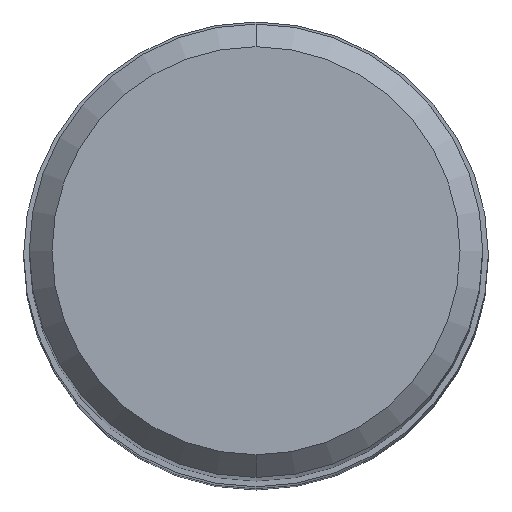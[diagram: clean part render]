
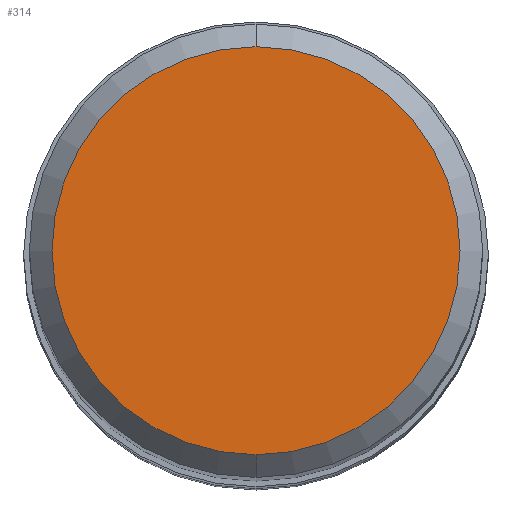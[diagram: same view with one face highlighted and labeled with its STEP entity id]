
A CAD part, top view. The second image highlights one B-rep face of the part: STEP entity #314.
In plain terms, the highlighted planar face has unit normal (0, 0, 1).
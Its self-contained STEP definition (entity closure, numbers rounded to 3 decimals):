
#212=EDGE_CURVE('',#352,#324,#516,.T.);
#270=EDGE_CURVE('',#324,#352,#579,.T.);
#314=ADVANCED_FACE('',(#627),#628,.T.);
#324=VERTEX_POINT('',#638);
#352=VERTEX_POINT('',#669);
#516=CIRCLE('',#878,5.4);
#579=CIRCLE('',#1006,5.4);
#627=FACE_OUTER_BOUND('',#1143,.T.);
#628=PLANE('',#1144);
#638=CARTESIAN_POINT('',(0.,-5.4,0.0));
#669=CARTESIAN_POINT('',(0.0,5.4,0.0));
#878=AXIS2_PLACEMENT_3D('',#1530,#1531,#1532);
#1006=AXIS2_PLACEMENT_3D('',#1591,#1592,#1593);
#1143=EDGE_LOOP('',(#1649,#1650));
#1144=AXIS2_PLACEMENT_3D('',#1651,#1652,#1653);
#1530=CARTESIAN_POINT('',(0.0,0.0,0.0));
#1531=DIRECTION('',(0.0,0.0,-1.0));
#1532=DIRECTION('',(0.0,1.0,0.0));
#1591=CARTESIAN_POINT('',(0.0,0.0,0.0));
#1592=DIRECTION('',(0.0,0.0,-1.0));
#1593=DIRECTION('',(0.0,1.0,0.0));
#1649=ORIENTED_EDGE('',*,*,#212,.F.);
#1650=ORIENTED_EDGE('',*,*,#270,.F.);
#1651=CARTESIAN_POINT('',(0.0,2.7,0.0));
#1652=DIRECTION('',(-0.0,0.0,1.0));
#1653=DIRECTION('',(0.0,-1.0,0.0));
